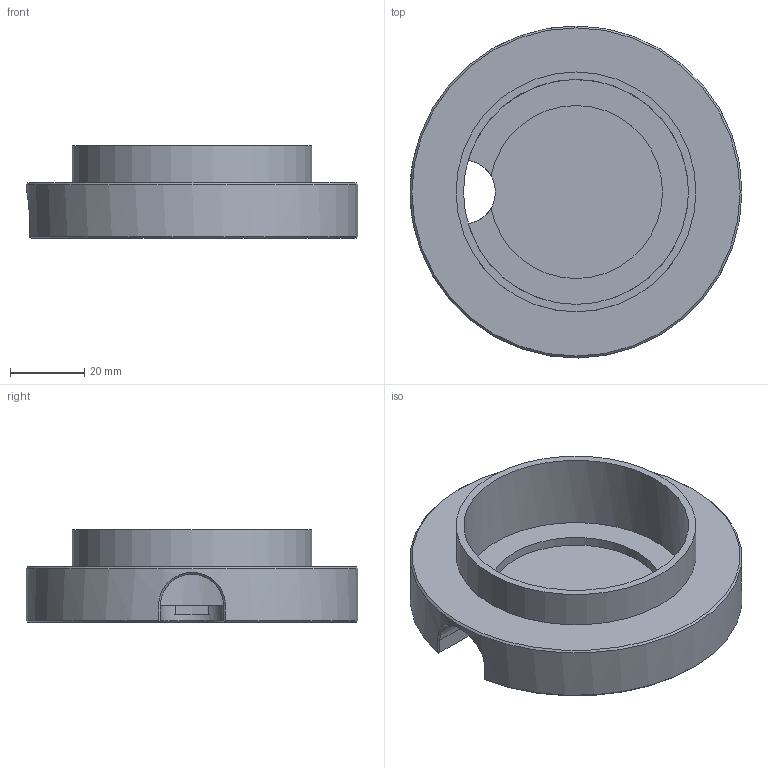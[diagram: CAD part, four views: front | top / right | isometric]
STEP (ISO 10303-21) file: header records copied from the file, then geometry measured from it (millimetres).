
FILE_DESCRIPTION(('FreeCAD Model'),'2;1');
FILE_NAME('Open CASCADE Shape Model','2025-05-06T22:13:08',(''),(''), 'Open CASCADE STEP processor 7.8','FreeCAD','Unknown');
FILE_SCHEMA(('AUTOMOTIVE_DESIGN { 1 0 10303 214 1 1 1 1 }'));
Length unit declared in the file: millimetre
Products named in the file (1): Bottom
Bounding box: 89.4 x 89.4 x 25 mm (x, y, z)
Volume: 60238.3 mm3; surface area: 22695.3 mm2
Topology: 1 solids, 1 shells, 24 faces, 52 edges, 30 vertices
Faces by surface type: plane 13, cylinder 6, cone 3, bspline 2
Full cylindrical faces by diameter (mm): 60.6 x1, 64.6 x1, 89.4 x1
Entity records: 850 total; most frequent: CARTESIAN_POINT 311, DIRECTION 107, ORIENTED_EDGE 104, EDGE_CURVE 52, AXIS2_PLACEMENT_3D 41, VERTEX_POINT 30, FACE_BOUND 26, EDGE_LOOP 26
